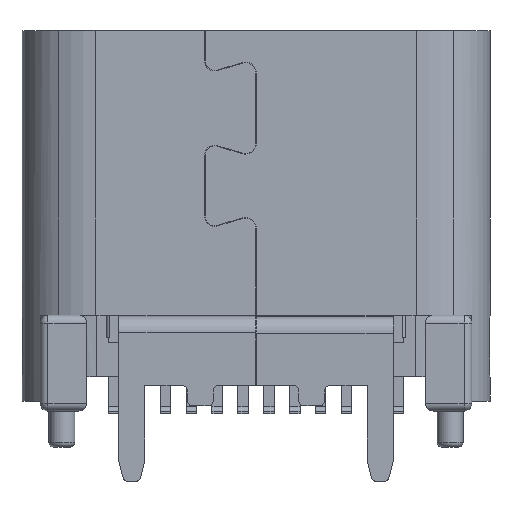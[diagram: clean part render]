
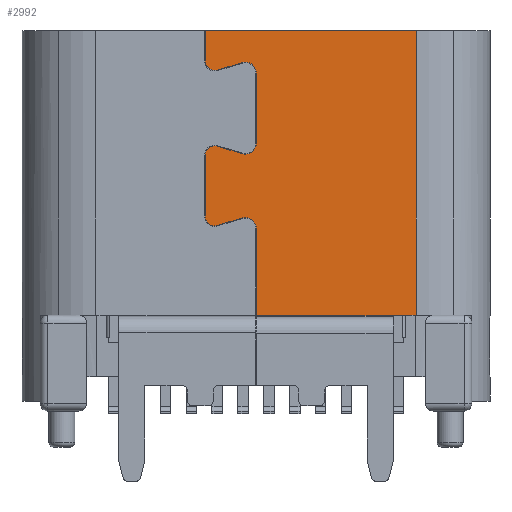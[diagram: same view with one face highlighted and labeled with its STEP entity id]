
A CAD part, front view. The second image highlights one B-rep face of the part: STEP entity #2992.
In plain terms, the highlighted planar face has unit normal (0, -1, 0).
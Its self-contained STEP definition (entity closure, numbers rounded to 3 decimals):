
#181 = EDGE_CURVE('',#182,#184,#186,.T.);
#182 = VERTEX_POINT('',#183);
#183 = CARTESIAN_POINT('',(0.005,-1.58,5.223));
#184 = VERTEX_POINT('',#185);
#185 = CARTESIAN_POINT('',(0.005,-1.58,6.579));
#186 = LINE('',#187,#188);
#187 = CARTESIAN_POINT('',(0.005,-1.58,0.241));
#188 = VECTOR('',#189,1.);
#189 = DIRECTION('',(0.,0.,1.));
#330 = VERTEX_POINT('',#331);
#331 = CARTESIAN_POINT('',(0.005,-1.58,1.896));
#340 = EDGE_CURVE('',#330,#341,#343,.T.);
#341 = VERTEX_POINT('',#342);
#342 = CARTESIAN_POINT('',(0.005,-1.58,3.579));
#343 = LINE('',#344,#345);
#344 = CARTESIAN_POINT('',(0.005,-1.58,0.241));
#345 = VECTOR('',#346,1.);
#346 = DIRECTION('',(0.,0.,1.));
#1900 = VERTEX_POINT('',#1901);
#1901 = CARTESIAN_POINT('',(2.65,-1.58,1.901));
#1907 = EDGE_CURVE('',#1908,#1900,#1910,.T.);
#1908 = VERTEX_POINT('',#1909);
#1909 = CARTESIAN_POINT('',(2.65,-1.58,1.896));
#1910 = LINE('',#1911,#1912);
#1911 = CARTESIAN_POINT('',(2.65,-1.58,1.876));
#1912 = VECTOR('',#1913,1.);
#1913 = DIRECTION('',(0.,0.,1.));
#2966 = VERTEX_POINT('',#2967);
#2967 = CARTESIAN_POINT('',(-0.985,-1.58,7.401));
#2973 = EDGE_CURVE('',#2966,#2974,#2976,.T.);
#2974 = VERTEX_POINT('',#2975);
#2975 = CARTESIAN_POINT('',(3.094,-1.58,7.401));
#2976 = LINE('',#2977,#2978);
#2977 = CARTESIAN_POINT('',(3.094,-1.58,7.401));
#2978 = VECTOR('',#2979,1.);
#2979 = DIRECTION('',(1.,0.,0.));
#2992 = ADVANCED_FACE('',(#2993),#3109,.T.);
#2993 = FACE_BOUND('',#2994,.T.);
#2994 = EDGE_LOOP('',(#2995,#3001,#3002,#3010,#3016,#3017,#3025,#3034,
    #3042,#3049,#3050,#3059,#3067,#3076,#3084,#3093,#3101,#3108));
#2995 = ORIENTED_EDGE('',*,*,#2996,.F.);
#2996 = EDGE_CURVE('',#1908,#330,#2997,.T.);
#2997 = LINE('',#2998,#2999);
#2998 = CARTESIAN_POINT('',(2.65,-1.58,1.896));
#2999 = VECTOR('',#3000,1.);
#3000 = DIRECTION('',(-1.,0.,0.));
#3001 = ORIENTED_EDGE('',*,*,#1907,.T.);
#3002 = ORIENTED_EDGE('',*,*,#3003,.F.);
#3003 = EDGE_CURVE('',#3004,#1900,#3006,.T.);
#3004 = VERTEX_POINT('',#3005);
#3005 = CARTESIAN_POINT('',(3.094,-1.58,1.901));
#3006 = LINE('',#3007,#3008);
#3007 = CARTESIAN_POINT('',(4.17,-1.58,1.901));
#3008 = VECTOR('',#3009,1.);
#3009 = DIRECTION('',(-1.,0.,0.));
#3010 = ORIENTED_EDGE('',*,*,#3011,.T.);
#3011 = EDGE_CURVE('',#3004,#2974,#3012,.T.);
#3012 = LINE('',#3013,#3014);
#3013 = CARTESIAN_POINT('',(3.094,-1.58,0.241));
#3014 = VECTOR('',#3015,1.);
#3015 = DIRECTION('',(0.,0.,1.));
#3016 = ORIENTED_EDGE('',*,*,#2973,.F.);
#3017 = ORIENTED_EDGE('',*,*,#3018,.F.);
#3018 = EDGE_CURVE('',#3019,#2966,#3021,.T.);
#3019 = VERTEX_POINT('',#3020);
#3020 = CARTESIAN_POINT('',(-0.985,-1.58,6.82));
#3021 = LINE('',#3022,#3023);
#3022 = CARTESIAN_POINT('',(-0.985,-1.58,6.82));
#3023 = VECTOR('',#3024,1.);
#3024 = DIRECTION('',(0.,0.,1.));
#3025 = ORIENTED_EDGE('',*,*,#3026,.F.);
#3026 = EDGE_CURVE('',#3027,#3019,#3029,.T.);
#3027 = VERTEX_POINT('',#3028);
#3028 = CARTESIAN_POINT('',(-0.74,-1.58,6.638));
#3029 = CIRCLE('',#3030,0.19);
#3030 = AXIS2_PLACEMENT_3D('',#3031,#3032,#3033);
#3031 = CARTESIAN_POINT('',(-0.795,-1.58,6.82));
#3032 = DIRECTION('',(0.,1.,0.));
#3033 = DIRECTION('',(1.,0.,0.));
#3034 = ORIENTED_EDGE('',*,*,#3035,.F.);
#3035 = EDGE_CURVE('',#3036,#3027,#3038,.T.);
#3036 = VERTEX_POINT('',#3037);
#3037 = CARTESIAN_POINT('',(-0.265,-1.58,6.78));
#3038 = LINE('',#3039,#3040);
#3039 = CARTESIAN_POINT('',(-0.265,-1.58,6.78));
#3040 = VECTOR('',#3041,1.);
#3041 = DIRECTION('',(-0.958,0.,
    -0.287));
#3042 = ORIENTED_EDGE('',*,*,#3043,.F.);
#3043 = EDGE_CURVE('',#184,#3036,#3044,.T.);
#3044 = CIRCLE('',#3045,0.21);
#3045 = AXIS2_PLACEMENT_3D('',#3046,#3047,#3048);
#3046 = CARTESIAN_POINT('',(-0.205,-1.58,6.579));
#3047 = DIRECTION('',(0.,-1.,0.));
#3048 = DIRECTION('',(1.,0.,0.));
#3049 = ORIENTED_EDGE('',*,*,#181,.F.);
#3050 = ORIENTED_EDGE('',*,*,#3051,.F.);
#3051 = EDGE_CURVE('',#3052,#182,#3054,.T.);
#3052 = VERTEX_POINT('',#3053);
#3053 = CARTESIAN_POINT('',(-0.265,-1.58,5.022));
#3054 = CIRCLE('',#3055,0.21);
#3055 = AXIS2_PLACEMENT_3D('',#3056,#3057,#3058);
#3056 = CARTESIAN_POINT('',(-0.205,-1.58,5.223));
#3057 = DIRECTION('',(0.,-1.,-0.));
#3058 = DIRECTION('',(-1.,0.,0.));
#3059 = ORIENTED_EDGE('',*,*,#3060,.F.);
#3060 = EDGE_CURVE('',#3061,#3052,#3063,.T.);
#3061 = VERTEX_POINT('',#3062);
#3062 = CARTESIAN_POINT('',(-0.74,-1.58,5.164));
#3063 = LINE('',#3064,#3065);
#3064 = CARTESIAN_POINT('',(-0.74,-1.58,5.164));
#3065 = VECTOR('',#3066,1.);
#3066 = DIRECTION('',(0.958,0.,-0.287)
  );
#3067 = ORIENTED_EDGE('',*,*,#3068,.F.);
#3068 = EDGE_CURVE('',#3069,#3061,#3071,.T.);
#3069 = VERTEX_POINT('',#3070);
#3070 = CARTESIAN_POINT('',(-0.985,-1.58,4.982));
#3071 = CIRCLE('',#3072,0.19);
#3072 = AXIS2_PLACEMENT_3D('',#3073,#3074,#3075);
#3073 = CARTESIAN_POINT('',(-0.795,-1.58,4.982));
#3074 = DIRECTION('',(0.,1.,0.));
#3075 = DIRECTION('',(1.,0.,0.));
#3076 = ORIENTED_EDGE('',*,*,#3077,.F.);
#3077 = EDGE_CURVE('',#3078,#3069,#3080,.T.);
#3078 = VERTEX_POINT('',#3079);
#3079 = CARTESIAN_POINT('',(-0.985,-1.58,3.82));
#3080 = LINE('',#3081,#3082);
#3081 = CARTESIAN_POINT('',(-0.985,-1.58,3.82));
#3082 = VECTOR('',#3083,1.);
#3083 = DIRECTION('',(0.,0.,1.));
#3084 = ORIENTED_EDGE('',*,*,#3085,.F.);
#3085 = EDGE_CURVE('',#3086,#3078,#3088,.T.);
#3086 = VERTEX_POINT('',#3087);
#3087 = CARTESIAN_POINT('',(-0.74,-1.58,3.638));
#3088 = CIRCLE('',#3089,0.19);
#3089 = AXIS2_PLACEMENT_3D('',#3090,#3091,#3092);
#3090 = CARTESIAN_POINT('',(-0.795,-1.58,3.82));
#3091 = DIRECTION('',(0.,1.,0.));
#3092 = DIRECTION('',(1.,0.,0.));
#3093 = ORIENTED_EDGE('',*,*,#3094,.F.);
#3094 = EDGE_CURVE('',#3095,#3086,#3097,.T.);
#3095 = VERTEX_POINT('',#3096);
#3096 = CARTESIAN_POINT('',(-0.265,-1.58,3.78));
#3097 = LINE('',#3098,#3099);
#3098 = CARTESIAN_POINT('',(-0.265,-1.58,3.78));
#3099 = VECTOR('',#3100,1.);
#3100 = DIRECTION('',(-0.958,0.,
    -0.287));
#3101 = ORIENTED_EDGE('',*,*,#3102,.F.);
#3102 = EDGE_CURVE('',#341,#3095,#3103,.T.);
#3103 = CIRCLE('',#3104,0.21);
#3104 = AXIS2_PLACEMENT_3D('',#3105,#3106,#3107);
#3105 = CARTESIAN_POINT('',(-0.205,-1.58,3.579));
#3106 = DIRECTION('',(0.,-1.,0.));
#3107 = DIRECTION('',(1.,0.,0.));
#3108 = ORIENTED_EDGE('',*,*,#340,.F.);
#3109 = PLANE('',#3110);
#3110 = AXIS2_PLACEMENT_3D('',#3111,#3112,#3113);
#3111 = CARTESIAN_POINT('',(3.094,-1.58,0.241));
#3112 = DIRECTION('',(0.,-1.,0.));
#3113 = DIRECTION('',(1.,0.,0.));
